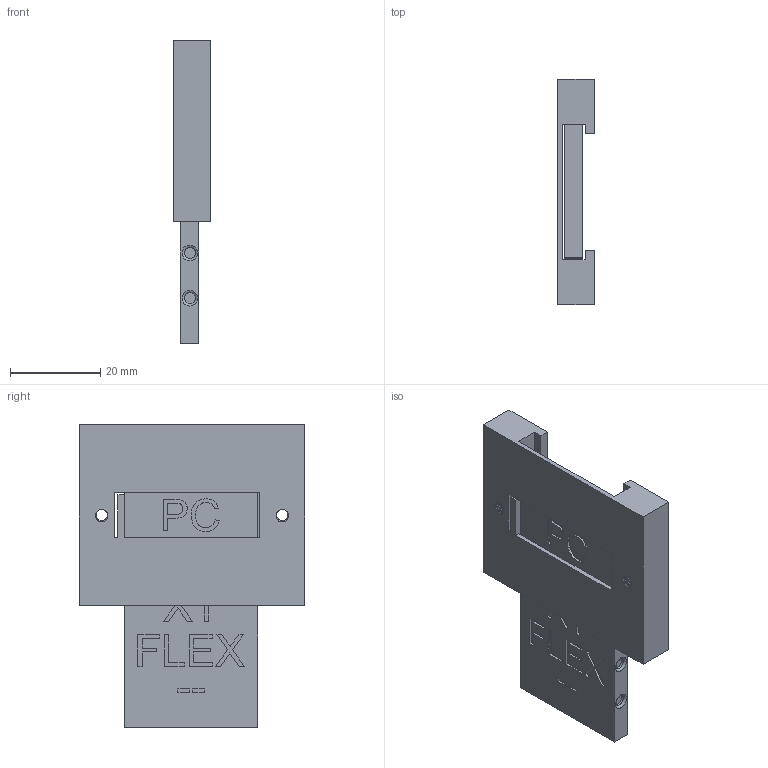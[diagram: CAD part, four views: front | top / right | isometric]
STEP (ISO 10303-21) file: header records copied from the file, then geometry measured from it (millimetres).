
FILE_DESCRIPTION(/* description */ (''),/* implementation_level */ '2;1');
FILE_NAME(/* name */ 'Beschriftung.step',/* time_stamp */ '2021-03-25T13:55:53+01:00',/* author */ (''),/* organization */ (''),/* preprocessor_version */ 'ST-DEVELOPER v18.1',/* originating_system */ 'Autodesk Translation Framework v9.10.0.1330',/* authorisation */ '');
FILE_SCHEMA (('AUTOMOTIVE_DESIGN { 1 0 10303 214 3 1 1 }'));
Length unit declared in the file: millimetre
Products named in the file (3): filemantbeschriftung; Component1; Component2
Assembly tree (2 placements, depth 2):
  filemantbeschriftung
    Component1
    Component2
Bounding box: 8 x 50 x 67.03 mm (x, y, z)
Volume: 13696.4 mm3; surface area: 10146 mm2
Topology: 2 solids, 2 shells, 658 faces, 1804 edges, 1201 vertices
Faces by surface type: plane 315, bspline 255, cylinder 75, torus 13
Full cylindrical faces by diameter (mm): 2 x1, 2.5 x10, 2.529 x14, 3.086 x8
Entity records: 26926 total; most frequent: CARTESIAN_POINT 12052, ORIENTED_EDGE 3608, DIRECTION 2059, EDGE_CURVE 1804, VERTEX_POINT 1201, LINE 1093, VECTOR 1093, EDGE_LOOP 715
